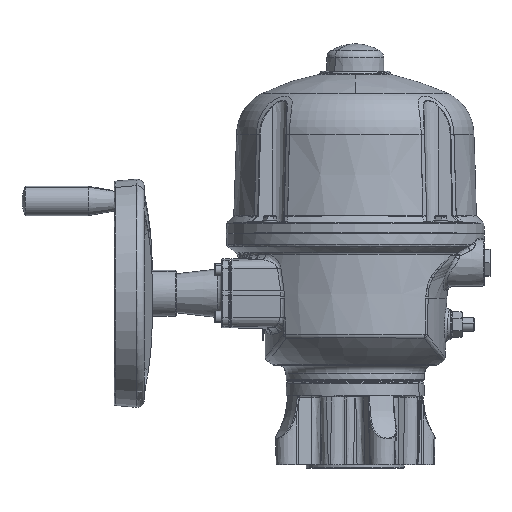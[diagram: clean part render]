
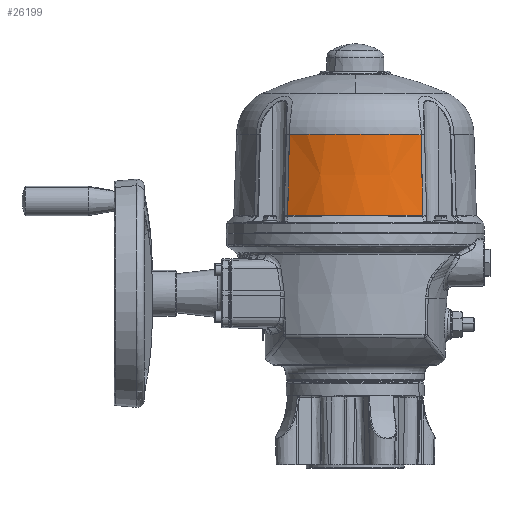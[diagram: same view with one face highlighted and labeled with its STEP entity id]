
A CAD part, top view. The second image highlights one B-rep face of the part: STEP entity #26199.
In plain terms, the highlighted conical face has half-angle 2 degrees and reference radius 105.5 mm.
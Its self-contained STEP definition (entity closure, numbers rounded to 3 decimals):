
#1855 = CARTESIAN_POINT ( 'NONE',  ( 58.627, 132.529, 87.596 ) ) ;
#2417 = CONICAL_SURFACE ( 'NONE', #25137, 105.5, 0.035 ) ;
#2518 = ORIENTED_EDGE ( 'NONE', *, *, #48065, .T. ) ;
#2815 = CARTESIAN_POINT ( 'NONE',  ( -57.348, 189.978, 86.038 ) ) ;
#6101 = ORIENTED_EDGE ( 'NONE', *, *, #17189, .T. ) ;
#6110 = DIRECTION ( 'NONE',  ( -1., 0., 0. ) ) ;
#6560 = DIRECTION ( 'NONE',  ( 0., -1., 0. ) ) ;
#6565 = CARTESIAN_POINT ( 'NONE',  ( 58.568, 135.194, 87.523 ) ) ;
#6625 = CARTESIAN_POINT ( 'NONE',  ( 0., 129.8, 0. ) ) ;
#6685 = B_SPLINE_CURVE_WITH_KNOTS ( 'NONE', 3,
 ( #43470, #16003, #20724, #52579, #25343, #57024, #29916, #2815, #35338, #7535, #39870, #12308, #44484 ),
 .UNSPECIFIED., .F., .F.,
 ( 4, 3, 3, 3, 4 ),
 ( 0., 0.001, 0.005, 0.021, 0.07 ),
 .UNSPECIFIED. ) ;
#7535 = CARTESIAN_POINT ( 'NONE',  ( -57.585, 179.318, 86.327 ) ) ;
#8166 = CARTESIAN_POINT ( 'NONE',  ( -58.679, 130.197, 87.659 ) ) ;
#9771 = CIRCLE ( 'NONE', #46393, 103.038 ) ;
#11319 = CARTESIAN_POINT ( 'NONE',  ( 58.33, 145.854, 87.234 ) ) ;
#12308 = CARTESIAN_POINT ( 'NONE',  ( -58.314, 146.57, 87.215 ) ) ;
#12369 = VERTEX_POINT ( 'NONE', #12373 ) ;
#12373 = CARTESIAN_POINT ( 'NONE',  ( -57.118, 200.305, 85.758 ) ) ;
#16003 = CARTESIAN_POINT ( 'NONE',  ( -57.125, 199.972, 85.767 ) ) ;
#16072 = CARTESIAN_POINT ( 'NONE',  ( 57.847, 167.558, 86.646 ) ) ;
#17189 = EDGE_CURVE ( 'NONE', #59089, #23235, #41809, .T. ) ;
#20440 = EDGE_LOOP ( 'NONE', ( #2518, #34067, #6101, #48002 ) ) ;
#20594 = CARTESIAN_POINT ( 'NONE',  ( 58.672, 130.53, 87.65 ) ) ;
#20724 = CARTESIAN_POINT ( 'NONE',  ( -57.133, 199.639, 85.776 ) ) ;
#20779 = CARTESIAN_POINT ( 'NONE',  ( 57.118, 200.305, 85.758 ) ) ;
#22839 = DIRECTION ( 'NONE',  ( 0., -1., 0. ) ) ;
#23235 = VERTEX_POINT ( 'NONE', #30919 ) ;
#23304 = CARTESIAN_POINT ( 'NONE',  ( 57.118, 200.305, 85.758 ) ) ;
#25137 = AXIS2_PLACEMENT_3D ( 'NONE', #6625, #6560, #6110 ) ;
#25343 = CARTESIAN_POINT ( 'NONE',  ( -57.17, 197.973, 85.821 ) ) ;
#26199 = ADVANCED_FACE ( 'NONE', ( #31576 ), #2417, .T. ) ;
#29782 = CARTESIAN_POINT ( 'NONE',  ( 58.657, 131.196, 87.632 ) ) ;
#29916 = CARTESIAN_POINT ( 'NONE',  ( -57.229, 195.308, 85.893 ) ) ;
#30919 = CARTESIAN_POINT ( 'NONE',  ( 58.679, 130.197, 87.659 ) ) ;
#31576 = FACE_OUTER_BOUND ( 'NONE', #20440, .T. ) ;
#34045 = VERTEX_POINT ( 'NONE', #23304 ) ;
#34067 = ORIENTED_EDGE ( 'NONE', *, *, #50017, .T. ) ;
#34411 = CARTESIAN_POINT ( 'NONE',  ( 58.597, 133.861, 87.56 ) ) ;
#35338 = CARTESIAN_POINT ( 'NONE',  ( -57.466, 184.648, 86.182 ) ) ;
#38933 = CARTESIAN_POINT ( 'NONE',  ( 58.449, 140.524, 87.379 ) ) ;
#39246 = AXIS2_PLACEMENT_3D ( 'NONE', #44070, #44015, #43950 ) ;
#39870 = CARTESIAN_POINT ( 'NONE',  ( -57.95, 162.944, 86.771 ) ) ;
#41809 = CIRCLE ( 'NONE', #39246, 105.486 ) ;
#43470 = CARTESIAN_POINT ( 'NONE',  ( -57.118, 200.305, 85.758 ) ) ;
#43533 = CARTESIAN_POINT ( 'NONE',  ( 58.212, 151.184, 87.09 ) ) ;
#43842 = B_SPLINE_CURVE_WITH_KNOTS ( 'NONE', 3,
 ( #47689, #20594, #56912, #29782, #1855, #34411, #6565, #38933, #11319, #43533, #16072, #48063, #20779 ),
 .UNSPECIFIED., .F., .F.,
 ( 4, 3, 3, 3, 4 ),
 ( 0., 0.001, 0.005, 0.021, 0.07 ),
 .UNSPECIFIED. ) ;
#43950 = DIRECTION ( 'NONE',  ( -1., 0., 0. ) ) ;
#44015 = DIRECTION ( 'NONE',  ( 0., 1., 0. ) ) ;
#44070 = CARTESIAN_POINT ( 'NONE',  ( 0., 130.197, 0. ) ) ;
#44484 = CARTESIAN_POINT ( 'NONE',  ( -58.679, 130.197, 87.659 ) ) ;
#46393 = AXIS2_PLACEMENT_3D ( 'NONE', #50044, #22839, #54619 ) ;
#47689 = CARTESIAN_POINT ( 'NONE',  ( 58.679, 130.197, 87.659 ) ) ;
#48002 = ORIENTED_EDGE ( 'NONE', *, *, #51280, .T. ) ;
#48063 = CARTESIAN_POINT ( 'NONE',  ( 57.482, 183.931, 86.202 ) ) ;
#48065 = EDGE_CURVE ( 'NONE', #34045, #12369, #9771, .T. ) ;
#50017 = EDGE_CURVE ( 'NONE', #12369, #59089, #6685, .T. ) ;
#50044 = CARTESIAN_POINT ( 'NONE',  ( 0., 200.305, 0. ) ) ;
#51280 = EDGE_CURVE ( 'NONE', #23235, #34045, #43842, .T. ) ;
#52579 = CARTESIAN_POINT ( 'NONE',  ( -57.14, 199.306, 85.785 ) ) ;
#54619 = DIRECTION ( 'NONE',  ( -1., 0., 0. ) ) ;
#56912 = CARTESIAN_POINT ( 'NONE',  ( 58.664, 130.863, 87.641 ) ) ;
#57024 = CARTESIAN_POINT ( 'NONE',  ( -57.199, 196.64, 85.857 ) ) ;
#59089 = VERTEX_POINT ( 'NONE', #8166 ) ;
